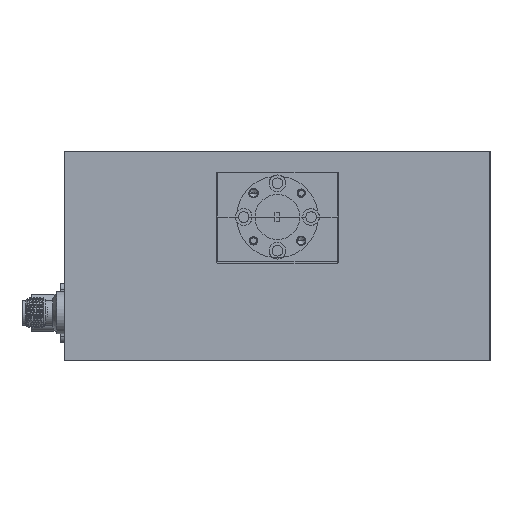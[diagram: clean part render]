
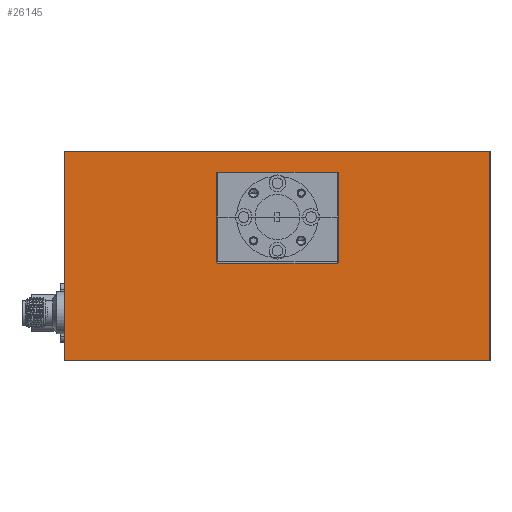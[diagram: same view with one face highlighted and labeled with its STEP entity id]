
A CAD part, left-side view. The second image highlights one B-rep face of the part: STEP entity #26145.
In plain terms, the highlighted planar face has unit normal (-1, 0, 0).
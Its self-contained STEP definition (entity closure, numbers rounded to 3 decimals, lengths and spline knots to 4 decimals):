
#3266 = ORIENTED_EDGE ( 'NONE', *, *, #77662, .F. ) ;
#3318 = LINE ( 'NONE', #84730, #101334 ) ;
#3626 = LINE ( 'NONE', #99693, #110236 ) ;
#4241 = VERTEX_POINT ( 'NONE', #143139 ) ;
#5660 = EDGE_CURVE ( 'NONE', #104332, #124145, #108365, .T. ) ;
#5965 = CARTESIAN_POINT ( 'NONE',  ( -1.9486, 0.143, 1.5523 ) ) ;
#7563 = ORIENTED_EDGE ( 'NONE', *, *, #115843, .F. ) ;
#7792 = CARTESIAN_POINT ( 'NONE',  ( -1.9486, 1.408, -0.0127 ) ) ;
#9269 = DIRECTION ( 'NONE',  ( 0., 0., 1. ) ) ;
#10411 = DIRECTION ( 'NONE',  ( 0., 1., 0. ) ) ;
#10700 = AXIS2_PLACEMENT_3D ( 'NONE', #116761, #57177, #128409 ) ;
#10807 = LINE ( 'NONE', #82850, #15635 ) ;
#11855 = EDGE_CURVE ( 'NONE', #67175, #19672, #71341, .T. ) ;
#11961 = CARTESIAN_POINT ( 'NONE',  ( -1.9486, -2.142, 1.7373 ) ) ;
#12344 = DIRECTION ( 'NONE',  ( 0., 0., 1. ) ) ;
#12369 = CARTESIAN_POINT ( 'NONE',  ( -1.9486, 0.143, 1.5623 ) ) ;
#13063 = EDGE_CURVE ( 'NONE', #67175, #149317, #10807, .T. ) ;
#14157 = CARTESIAN_POINT ( 'NONE',  ( -1.9486, 0.133, 1.5623 ) ) ;
#15005 = CIRCLE ( 'NONE', #79403, 0.01 ) ;
#15635 = VECTOR ( 'NONE', #12344, 39.3701 ) ;
#16828 = DIRECTION ( 'NONE',  ( 0., -1., 0. ) ) ;
#17905 = ORIENTED_EDGE ( 'NONE', *, *, #11855, .T. ) ;
#19672 = VERTEX_POINT ( 'NONE', #58438 ) ;
#20030 = PLANE ( 'NONE',  #73702 ) ;
#24342 = AXIS2_PLACEMENT_3D ( 'NONE', #133500, #132734, #50631 ) ;
#25655 = EDGE_LOOP ( 'NONE', ( #45236, #26862, #3266, #122793 ) ) ;
#26145 = ADVANCED_FACE ( 'NONE', ( #55661, #137762 ), #20030, .F. ) ;
#26862 = ORIENTED_EDGE ( 'NONE', *, *, #67581, .F. ) ;
#27693 = DIRECTION ( 'NONE',  ( 1., 0., 0. ) ) ;
#33813 = VECTOR ( 'NONE', #140198, 39.3701 ) ;
#36880 = VERTEX_POINT ( 'NONE', #96036 ) ;
#40681 = ORIENTED_EDGE ( 'NONE', *, *, #141006, .T. ) ;
#41135 = EDGE_CURVE ( 'NONE', #109606, #124145, #77526, .T. ) ;
#44936 = CARTESIAN_POINT ( 'NONE',  ( -1.9486, 0.143, 0.8123 ) ) ;
#45236 = ORIENTED_EDGE ( 'NONE', *, *, #91827, .T. ) ;
#45314 = LINE ( 'NONE', #11961, #111159 ) ;
#46449 = LINE ( 'NONE', #140917, #49715 ) ;
#49715 = VECTOR ( 'NONE', #9269, 39.3701 ) ;
#50631 = DIRECTION ( 'NONE',  ( 0., -1., 0. ) ) ;
#51755 = CARTESIAN_POINT ( 'NONE',  ( -1.9486, 0.133, 1.5523 ) ) ;
#52483 = ORIENTED_EDGE ( 'NONE', *, *, #5660, .F. ) ;
#53239 = CARTESIAN_POINT ( 'NONE',  ( -1.9486, -0.877, 1.5523 ) ) ;
#54146 = CARTESIAN_POINT ( 'NONE',  ( -1.9486, -2.142, -0.0127 ) ) ;
#54635 = ORIENTED_EDGE ( 'NONE', *, *, #41135, .T. ) ;
#55661 = FACE_BOUND ( 'NONE', #129749, .T. ) ;
#56085 = ORIENTED_EDGE ( 'NONE', *, *, #72801, .T. ) ;
#57177 = DIRECTION ( 'NONE',  ( 1., 0., 0. ) ) ;
#58438 = CARTESIAN_POINT ( 'NONE',  ( -1.9486, -0.867, 0.8023 ) ) ;
#67175 = VERTEX_POINT ( 'NONE', #116309 ) ;
#67581 = EDGE_CURVE ( 'NONE', #114197, #128519, #46449, .T. ) ;
#71341 = CIRCLE ( 'NONE', #24342, 0.01 ) ;
#72801 = EDGE_CURVE ( 'NONE', #104332, #103476, #75056, .T. ) ;
#73702 = AXIS2_PLACEMENT_3D ( 'NONE', #54146, #102883, #79676 ) ;
#75056 = CIRCLE ( 'NONE', #119603, 0.01 ) ;
#77526 = CIRCLE ( 'NONE', #10700, 0.01 ) ;
#77662 = EDGE_CURVE ( 'NONE', #4241, #114197, #82147, .T. ) ;
#79403 = AXIS2_PLACEMENT_3D ( 'NONE', #145430, #98153, #16828 ) ;
#79676 = DIRECTION ( 'NONE',  ( 0., -1., 0. ) ) ;
#82147 = LINE ( 'NONE', #106113, #114849 ) ;
#82850 = CARTESIAN_POINT ( 'NONE',  ( -1.9486, -0.877, 1.5623 ) ) ;
#84730 = CARTESIAN_POINT ( 'NONE',  ( -1.9486, -2.142, -0.0127 ) ) ;
#87201 = ORIENTED_EDGE ( 'NONE', *, *, #122839, .F. ) ;
#89100 = CARTESIAN_POINT ( 'NONE',  ( -1.9486, -0.877, 0.8023 ) ) ;
#91827 = EDGE_CURVE ( 'NONE', #120543, #128519, #45314, .T. ) ;
#91904 = EDGE_CURVE ( 'NONE', #4241, #120543, #3318, .T. ) ;
#96036 = CARTESIAN_POINT ( 'NONE',  ( -1.9486, -0.867, 1.5623 ) ) ;
#98153 = DIRECTION ( 'NONE',  ( 1., 0., 0. ) ) ;
#98161 = DIRECTION ( 'NONE',  ( 0., 1., 0. ) ) ;
#98976 = DIRECTION ( 'NONE',  ( 0., -1., 0. ) ) ;
#99693 = CARTESIAN_POINT ( 'NONE',  ( -1.9486, -0.877, 1.5623 ) ) ;
#101334 = VECTOR ( 'NONE', #131966, 39.3701 ) ;
#102883 = DIRECTION ( 'NONE',  ( 1., 0., 0. ) ) ;
#103476 = VERTEX_POINT ( 'NONE', #14157 ) ;
#104332 = VERTEX_POINT ( 'NONE', #5965 ) ;
#106113 = CARTESIAN_POINT ( 'NONE',  ( -1.9486, -2.142, -0.0127 ) ) ;
#106935 = CARTESIAN_POINT ( 'NONE',  ( -1.9486, 0.133, 0.8023 ) ) ;
#108365 = LINE ( 'NONE', #12369, #33813 ) ;
#109606 = VERTEX_POINT ( 'NONE', #106935 ) ;
#110236 = VECTOR ( 'NONE', #98161, 39.3701 ) ;
#111159 = VECTOR ( 'NONE', #10411, 39.3701 ) ;
#114197 = VERTEX_POINT ( 'NONE', #7792 ) ;
#114849 = VECTOR ( 'NONE', #145381, 39.3701 ) ;
#115843 = EDGE_CURVE ( 'NONE', #109606, #19672, #135553, .T. ) ;
#116309 = CARTESIAN_POINT ( 'NONE',  ( -1.9486, -0.877, 0.8123 ) ) ;
#116761 = CARTESIAN_POINT ( 'NONE',  ( -1.9486, 0.133, 0.8123 ) ) ;
#119603 = AXIS2_PLACEMENT_3D ( 'NONE', #51755, #27693, #98976 ) ;
#119752 = ORIENTED_EDGE ( 'NONE', *, *, #13063, .F. ) ;
#120543 = VERTEX_POINT ( 'NONE', #130780 ) ;
#122793 = ORIENTED_EDGE ( 'NONE', *, *, #91904, .T. ) ;
#122839 = EDGE_CURVE ( 'NONE', #36880, #103476, #3626, .T. ) ;
#123179 = DIRECTION ( 'NONE',  ( 0., -1., 0. ) ) ;
#124145 = VERTEX_POINT ( 'NONE', #44936 ) ;
#127153 = CARTESIAN_POINT ( 'NONE',  ( -1.9486, 1.408, 1.7373 ) ) ;
#127970 = VECTOR ( 'NONE', #123179, 39.3701 ) ;
#128409 = DIRECTION ( 'NONE',  ( 0., -1., 0. ) ) ;
#128519 = VERTEX_POINT ( 'NONE', #127153 ) ;
#129749 = EDGE_LOOP ( 'NONE', ( #87201, #40681, #119752, #17905, #7563, #54635, #52483, #56085 ) ) ;
#130780 = CARTESIAN_POINT ( 'NONE',  ( -1.9486, -2.142, 1.7373 ) ) ;
#131966 = DIRECTION ( 'NONE',  ( 0., 0., 1. ) ) ;
#132734 = DIRECTION ( 'NONE',  ( 1., 0., 0. ) ) ;
#133500 = CARTESIAN_POINT ( 'NONE',  ( -1.9486, -0.867, 0.8123 ) ) ;
#135553 = LINE ( 'NONE', #89100, #127970 ) ;
#137762 = FACE_OUTER_BOUND ( 'NONE', #25655, .T. ) ;
#140198 = DIRECTION ( 'NONE',  ( 0., 0., -1. ) ) ;
#140917 = CARTESIAN_POINT ( 'NONE',  ( -1.9486, 1.408, -0.0127 ) ) ;
#141006 = EDGE_CURVE ( 'NONE', #36880, #149317, #15005, .T. ) ;
#143139 = CARTESIAN_POINT ( 'NONE',  ( -1.9486, -2.142, -0.0127 ) ) ;
#145381 = DIRECTION ( 'NONE',  ( 0., 1., 0. ) ) ;
#145430 = CARTESIAN_POINT ( 'NONE',  ( -1.9486, -0.867, 1.5523 ) ) ;
#149317 = VERTEX_POINT ( 'NONE', #53239 ) ;
